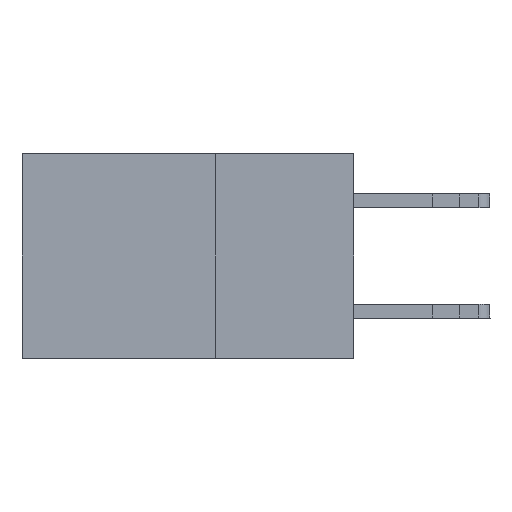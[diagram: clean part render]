
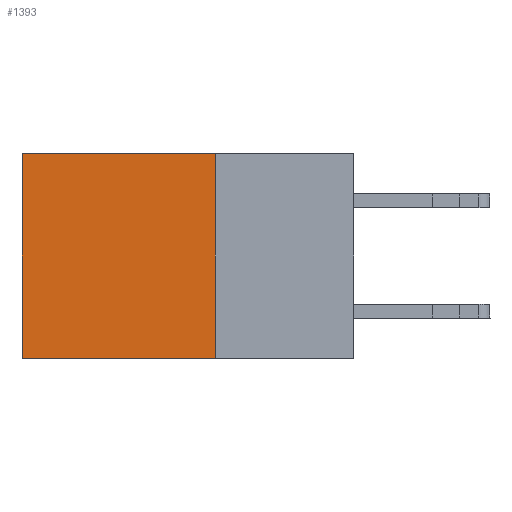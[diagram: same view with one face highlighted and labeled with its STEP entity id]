
A CAD part, left-side view. The second image highlights one B-rep face of the part: STEP entity #1393.
In plain terms, the highlighted planar face has unit normal (-1, 0, 0).
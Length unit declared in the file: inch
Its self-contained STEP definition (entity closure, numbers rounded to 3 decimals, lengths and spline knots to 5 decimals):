
#475 = DIRECTION ( 'NONE',  ( 0., 0., -1. ) ) ;
#974 = CARTESIAN_POINT ( 'NONE',  ( 0.2875, 0.25, 0. ) ) ;
#1393 = ADVANCED_FACE ( 'NONE', ( #18668 ), #6842, .F. ) ;
#1524 = LINE ( 'NONE', #19376, #9511 ) ;
#2289 = CARTESIAN_POINT ( 'NONE',  ( 0.2875, 0.25, 0. ) ) ;
#2778 = EDGE_LOOP ( 'NONE', ( #17483, #4027, #19230, #9616 ) ) ;
#3116 = LINE ( 'NONE', #16068, #11522 ) ;
#3516 = LINE ( 'NONE', #2289, #19743 ) ;
#4027 = ORIENTED_EDGE ( 'NONE', *, *, #8897, .F. ) ;
#5054 = DIRECTION ( 'NONE',  ( 0., 0., -1. ) ) ;
#6001 = VERTEX_POINT ( 'NONE', #14210 ) ;
#6842 = PLANE ( 'NONE',  #19780 ) ;
#6941 = CARTESIAN_POINT ( 'NONE',  ( 0.2875, 0.6, 0. ) ) ;
#7204 = VERTEX_POINT ( 'NONE', #19717 ) ;
#7481 = CARTESIAN_POINT ( 'NONE',  ( 0.2875, 0.6, -0.37 ) ) ;
#7920 = LINE ( 'NONE', #6941, #11591 ) ;
#7945 = VERTEX_POINT ( 'NONE', #7481 ) ;
#8590 = DIRECTION ( 'NONE',  ( 0., 0., -1. ) ) ;
#8897 = EDGE_CURVE ( 'NONE', #6001, #7945, #1524, .T. ) ;
#9511 = VECTOR ( 'NONE', #19443, 39.37008 ) ;
#9616 = ORIENTED_EDGE ( 'NONE', *, *, #10178, .T. ) ;
#10013 = DIRECTION ( 'NONE',  ( 1., 0., 0. ) ) ;
#10178 = EDGE_CURVE ( 'NONE', #14868, #7204, #3516, .T. ) ;
#10202 = DIRECTION ( 'NONE',  ( 0., 1., 0. ) ) ;
#11383 = EDGE_CURVE ( 'NONE', #7204, #7945, #7920, .T. ) ;
#11522 = VECTOR ( 'NONE', #5054, 39.37008 ) ;
#11591 = VECTOR ( 'NONE', #8590, 39.37008 ) ;
#13970 = EDGE_CURVE ( 'NONE', #14868, #6001, #3116, .T. ) ;
#14210 = CARTESIAN_POINT ( 'NONE',  ( 0.2875, 0.25, -0.37 ) ) ;
#14868 = VERTEX_POINT ( 'NONE', #974 ) ;
#16068 = CARTESIAN_POINT ( 'NONE',  ( 0.2875, 0.25, 0. ) ) ;
#17483 = ORIENTED_EDGE ( 'NONE', *, *, #11383, .T. ) ;
#18668 = FACE_OUTER_BOUND ( 'NONE', #2778, .T. ) ;
#19230 = ORIENTED_EDGE ( 'NONE', *, *, #13970, .F. ) ;
#19376 = CARTESIAN_POINT ( 'NONE',  ( 0.2875, 0.25, -0.37 ) ) ;
#19400 = CARTESIAN_POINT ( 'NONE',  ( 0.2875, 0.25, 0. ) ) ;
#19443 = DIRECTION ( 'NONE',  ( 0., 1., 0. ) ) ;
#19717 = CARTESIAN_POINT ( 'NONE',  ( 0.2875, 0.6, 0. ) ) ;
#19743 = VECTOR ( 'NONE', #10202, 39.37008 ) ;
#19780 = AXIS2_PLACEMENT_3D ( 'NONE', #19400, #10013, #475 ) ;
